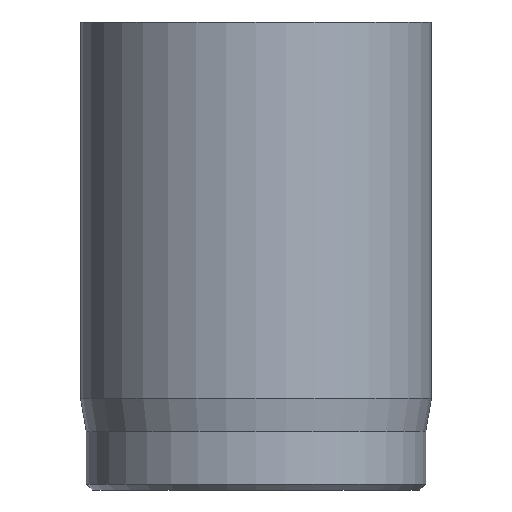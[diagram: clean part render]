
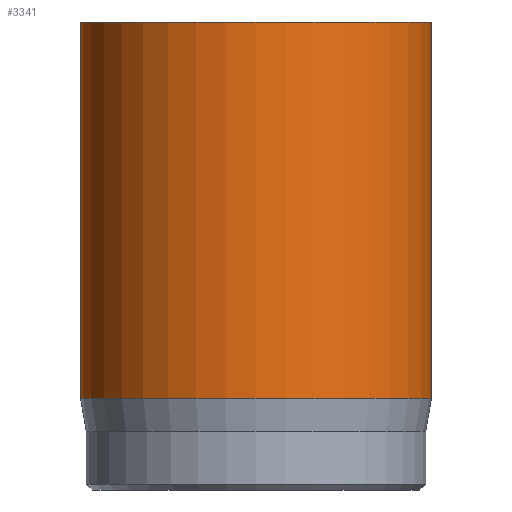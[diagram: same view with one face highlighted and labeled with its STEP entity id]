
A CAD part, front view. The second image highlights one B-rep face of the part: STEP entity #3341.
In plain terms, the highlighted cylindrical face has radius 3 mm (diameter 6 mm), a full revolution.
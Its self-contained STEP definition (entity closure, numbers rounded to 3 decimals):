
#40=CYLINDRICAL_SURFACE('',#3520,3.);
#56=CIRCLE('',#3496,3.);
#67=CIRCLE('',#3518,3.);
#68=CIRCLE('',#3519,3.);
#286=FACE_OUTER_BOUND('',#491,.T.);
#491=EDGE_LOOP('',(#2747,#2748,#2749,#2750,#2751));
#700=LINE('',#5951,#922);
#922=VECTOR('',#3818,3.);
#1460=VERTEX_POINT('',#5907);
#1471=VERTEX_POINT('',#5945);
#1472=VERTEX_POINT('',#5946);
#1901=EDGE_CURVE('',#1460,#1460,#56,.T.);
#1917=EDGE_CURVE('',#1471,#1472,#67,.T.);
#1918=EDGE_CURVE('',#1472,#1471,#68,.T.);
#1920=EDGE_CURVE('',#1460,#1471,#700,.T.);
#2747=ORIENTED_EDGE('',*,*,#1901,.T.);
#2748=ORIENTED_EDGE('',*,*,#1920,.T.);
#2749=ORIENTED_EDGE('',*,*,#1917,.T.);
#2750=ORIENTED_EDGE('',*,*,#1918,.T.);
#2751=ORIENTED_EDGE('',*,*,#1920,.F.);
#3341=ADVANCED_FACE('',(#286),#40,.T.);
#3496=AXIS2_PLACEMENT_3D('',#5908,#3762,#3763);
#3518=AXIS2_PLACEMENT_3D('',#5947,#3811,#3812);
#3519=AXIS2_PLACEMENT_3D('',#5948,#3813,#3814);
#3520=AXIS2_PLACEMENT_3D('',#5950,#3816,#3817);
#3762=DIRECTION('center_axis',(0.,0.,-1.));
#3763=DIRECTION('ref_axis',(-1.,0.,0.));
#3811=DIRECTION('center_axis',(0.,0.,1.));
#3812=DIRECTION('ref_axis',(-1.,0.,0.));
#3813=DIRECTION('center_axis',(0.,0.,1.));
#3814=DIRECTION('ref_axis',(-1.,0.,0.));
#3816=DIRECTION('center_axis',(0.,0.,1.));
#3817=DIRECTION('ref_axis',(-1.,0.,0.));
#3818=DIRECTION('',(0.,0.,-1.));
#5907=CARTESIAN_POINT('',(3.,0.,8.));
#5908=CARTESIAN_POINT('Origin',(0.,0.,8.));
#5945=CARTESIAN_POINT('',(3.,0.,1.567));
#5946=CARTESIAN_POINT('',(-3.,0.,1.567));
#5947=CARTESIAN_POINT('Origin',(0.,0.,1.567));
#5948=CARTESIAN_POINT('Origin',(0.,0.,1.567));
#5950=CARTESIAN_POINT('Origin',(0.,0.,0.));
#5951=CARTESIAN_POINT('',(3.,0.,0.));
